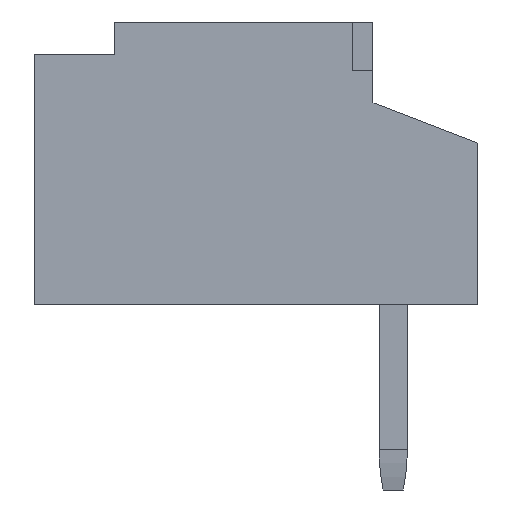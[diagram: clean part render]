
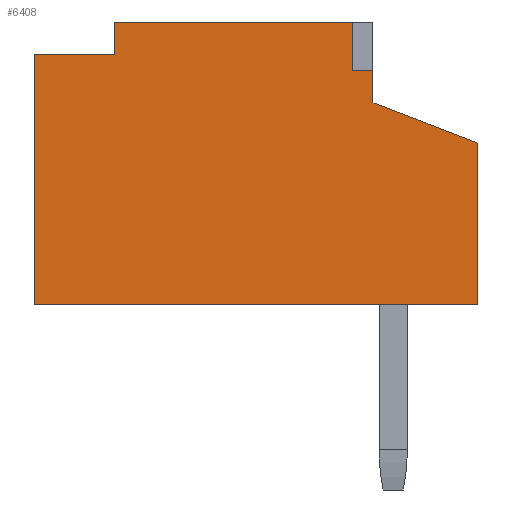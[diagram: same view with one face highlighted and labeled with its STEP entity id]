
A CAD part, left-side view. The second image highlights one B-rep face of the part: STEP entity #6408.
In plain terms, the highlighted planar face has unit normal (-1, 0, 0).
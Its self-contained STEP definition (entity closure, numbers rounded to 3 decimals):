
#9=DIRECTION('',(0.,0.,1.));
#10=VECTOR('',#9,2.);
#11=CARTESIAN_POINT('',(-9.,-4.525,-1.9));
#12=LINE('',#11,#10);
#25=DIRECTION('',(0.,1.,0.));
#26=VECTOR('',#25,0.25);
#27=CARTESIAN_POINT('',(-9.,-3.225,1.));
#28=LINE('',#27,#26);
#29=DIRECTION('',(0.,0.,-1.));
#30=VECTOR('',#29,0.4);
#31=CARTESIAN_POINT('',(-9.,-3.225,1.));
#32=LINE('',#31,#30);
#33=DIRECTION('',(0.,0.933,0.359));
#34=VECTOR('',#33,1.393);
#35=CARTESIAN_POINT('',(-9.,-4.525,0.1));
#36=LINE('',#35,#34);
#37=DIRECTION('',(0.,1.,0.));
#38=VECTOR('',#37,5.5);
#39=CARTESIAN_POINT('',(-9.,-4.525,-1.9));
#40=LINE('',#39,#38);
#41=DIRECTION('',(0.,-1.,0.));
#42=VECTOR('',#41,1.);
#43=CARTESIAN_POINT('',(-9.,0.975,1.2));
#44=LINE('',#43,#42);
#45=DIRECTION('',(0.,0.,-1.));
#46=VECTOR('',#45,0.4);
#47=CARTESIAN_POINT('',(-9.,-0.025,1.6));
#48=LINE('',#47,#46);
#49=DIRECTION('',(0.,0.,-1.));
#50=VECTOR('',#49,0.6);
#51=CARTESIAN_POINT('',(-9.,-2.975,1.6));
#52=LINE('',#51,#50);
#245=DIRECTION('',(0.,1.,0.));
#246=VECTOR('',#245,2.95);
#247=CARTESIAN_POINT('',(-9.,-2.975,1.6));
#248=LINE('',#247,#246);
#337=DIRECTION('',(0.,0.,1.));
#338=VECTOR('',#337,3.1);
#339=CARTESIAN_POINT('',(-9.,0.975,-1.9));
#340=LINE('',#339,#338);
#4861=CARTESIAN_POINT('',(-9.,-4.525,-1.9));
#4862=CARTESIAN_POINT('',(-9.,0.975,-1.9));
#4863=VERTEX_POINT('',#4861);
#4864=VERTEX_POINT('',#4862);
#4893=CARTESIAN_POINT('',(-9.,-0.025,1.6));
#4894=CARTESIAN_POINT('',(-9.,-0.025,1.2));
#4895=VERTEX_POINT('',#4893);
#4896=VERTEX_POINT('',#4894);
#4909=CARTESIAN_POINT('',(-9.,0.975,1.2));
#4910=VERTEX_POINT('',#4909);
#5415=CARTESIAN_POINT('',(-9.,-4.525,0.1));
#5417=VERTEX_POINT('',#5415);
#5423=CARTESIAN_POINT('',(-9.,-3.225,0.6));
#5424=VERTEX_POINT('',#5423);
#5531=CARTESIAN_POINT('',(-9.,-3.225,1.));
#5532=CARTESIAN_POINT('',(-9.,-2.975,1.));
#5533=VERTEX_POINT('',#5531);
#5534=VERTEX_POINT('',#5532);
#5545=CARTESIAN_POINT('',(-9.,-2.975,1.6));
#5546=VERTEX_POINT('',#5545);
#6383=CARTESIAN_POINT('',(-9.,-4.525,-1.9));
#6384=DIRECTION('',(-1.,0.,0.));
#6385=DIRECTION('',(0.,0.,1.));
#6386=AXIS2_PLACEMENT_3D('',#6383,#6384,#6385);
#6387=PLANE('',#6386);
#6389=ORIENTED_EDGE('',*,*,#6388,.F.);
#6391=ORIENTED_EDGE('',*,*,#6390,.T.);
#6392=ORIENTED_EDGE('',*,*,#6359,.F.);
#6393=ORIENTED_EDGE('',*,*,#6332,.F.);
#6395=ORIENTED_EDGE('',*,*,#6394,.T.);
#6397=ORIENTED_EDGE('',*,*,#6396,.T.);
#6399=ORIENTED_EDGE('',*,*,#6398,.T.);
#6401=ORIENTED_EDGE('',*,*,#6400,.F.);
#6403=ORIENTED_EDGE('',*,*,#6402,.F.);
#6405=ORIENTED_EDGE('',*,*,#6404,.T.);
#6406=EDGE_LOOP('',(#6389,#6391,#6392,#6393,#6395,#6397,#6399,#6401,#6403,
#6405));
#6407=FACE_OUTER_BOUND('',#6406,.F.);
#6408=ADVANCED_FACE('',(#6407),#6387,.T.);
#6332=EDGE_CURVE('',#4863,#5417,#12,.T.);
#6359=EDGE_CURVE('',#5417,#5424,#36,.T.);
#6388=EDGE_CURVE('',#5533,#5534,#28,.T.);
#6390=EDGE_CURVE('',#5533,#5424,#32,.T.);
#6394=EDGE_CURVE('',#4863,#4864,#40,.T.);
#6396=EDGE_CURVE('',#4864,#4910,#340,.T.);
#6398=EDGE_CURVE('',#4910,#4896,#44,.T.);
#6400=EDGE_CURVE('',#4895,#4896,#48,.T.);
#6402=EDGE_CURVE('',#5546,#4895,#248,.T.);
#6404=EDGE_CURVE('',#5546,#5534,#52,.T.);
